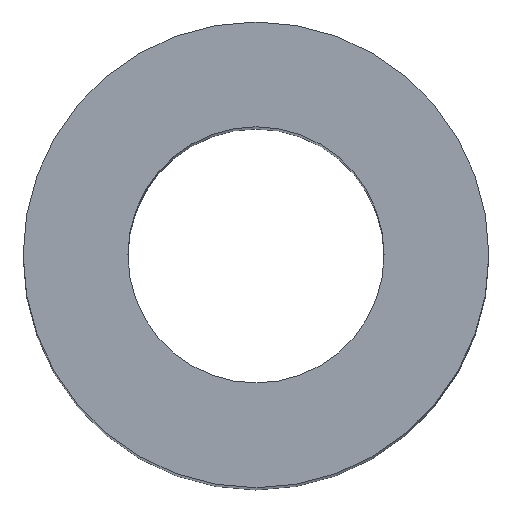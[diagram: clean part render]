
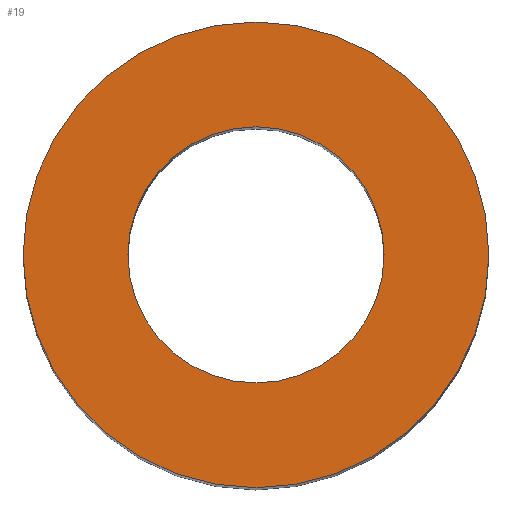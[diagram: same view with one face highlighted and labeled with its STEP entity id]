
A CAD part, top view. The second image highlights one B-rep face of the part: STEP entity #19.
In plain terms, the highlighted planar face has unit normal (0, 0, 1).
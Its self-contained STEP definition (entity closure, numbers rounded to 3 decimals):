
#7 = CIRCLE ( 'NONE', #38, 2. ) ;
#13 = EDGE_LOOP ( 'NONE', ( #60, #140 ) ) ;
#14 = EDGE_CURVE ( 'NONE', #107, #130, #205, .T. ) ;
#15 = CARTESIAN_POINT ( 'NONE',  ( 0., 0., 11. ) ) ;
#18 = DIRECTION ( 'NONE',  ( 1., 0., 0. ) ) ;
#19 = ADVANCED_FACE ( 'NONE', ( #28, #92 ), #155, .T. ) ;
#27 = CARTESIAN_POINT ( 'NONE',  ( 0., 0., 11. ) ) ;
#28 = FACE_OUTER_BOUND ( 'NONE', #179, .T. ) ;
#37 = DIRECTION ( 'NONE',  ( 0., 0., 1. ) ) ;
#38 = AXIS2_PLACEMENT_3D ( 'NONE', #165, #197, #18 ) ;
#42 = DIRECTION ( 'NONE',  ( 1., 0., 0. ) ) ;
#43 = DIRECTION ( 'NONE',  ( 0., 0., 1. ) ) ;
#48 = DIRECTION ( 'NONE',  ( 1., 0., 0. ) ) ;
#54 = EDGE_CURVE ( 'NONE', #74, #62, #80, .T. ) ;
#60 = ORIENTED_EDGE ( 'NONE', *, *, #54, .F. ) ;
#62 = VERTEX_POINT ( 'NONE', #142 ) ;
#63 = ORIENTED_EDGE ( 'NONE', *, *, #188, .T. ) ;
#74 = VERTEX_POINT ( 'NONE', #160 ) ;
#80 = CIRCLE ( 'NONE', #173, 1.1 ) ;
#81 = ORIENTED_EDGE ( 'NONE', *, *, #14, .T. ) ;
#87 = CARTESIAN_POINT ( 'NONE',  ( -2., 0., 11. ) ) ;
#92 = FACE_BOUND ( 'NONE', #13, .T. ) ;
#106 = EDGE_CURVE ( 'NONE', #62, #74, #209, .T. ) ;
#107 = VERTEX_POINT ( 'NONE', #87 ) ;
#113 = CARTESIAN_POINT ( 'NONE',  ( 0., 0., 11. ) ) ;
#119 = AXIS2_PLACEMENT_3D ( 'NONE', #113, #43, #139 ) ;
#130 = VERTEX_POINT ( 'NONE', #145 ) ;
#139 = DIRECTION ( 'NONE',  ( 1., 0., 0. ) ) ;
#140 = ORIENTED_EDGE ( 'NONE', *, *, #106, .F. ) ;
#142 = CARTESIAN_POINT ( 'NONE',  ( 1.1, 0., 11. ) ) ;
#145 = CARTESIAN_POINT ( 'NONE',  ( 2., 0., 11. ) ) ;
#155 = PLANE ( 'NONE',  #199 ) ;
#160 = CARTESIAN_POINT ( 'NONE',  ( -1.1, 0., 11. ) ) ;
#164 = AXIS2_PLACEMENT_3D ( 'NONE', #171, #37, #212 ) ;
#165 = CARTESIAN_POINT ( 'NONE',  ( 0., 0., 11. ) ) ;
#171 = CARTESIAN_POINT ( 'NONE',  ( 0., 0., 11. ) ) ;
#173 = AXIS2_PLACEMENT_3D ( 'NONE', #27, #204, #42 ) ;
#177 = DIRECTION ( 'NONE',  ( 0., 0., 1. ) ) ;
#179 = EDGE_LOOP ( 'NONE', ( #81, #63 ) ) ;
#188 = EDGE_CURVE ( 'NONE', #130, #107, #7, .T. ) ;
#197 = DIRECTION ( 'NONE',  ( 0., 0., 1. ) ) ;
#199 = AXIS2_PLACEMENT_3D ( 'NONE', #15, #177, #48 ) ;
#204 = DIRECTION ( 'NONE',  ( 0., 0., 1. ) ) ;
#205 = CIRCLE ( 'NONE', #119, 2. ) ;
#209 = CIRCLE ( 'NONE', #164, 1.1 ) ;
#212 = DIRECTION ( 'NONE',  ( 1., 0., 0. ) ) ;
